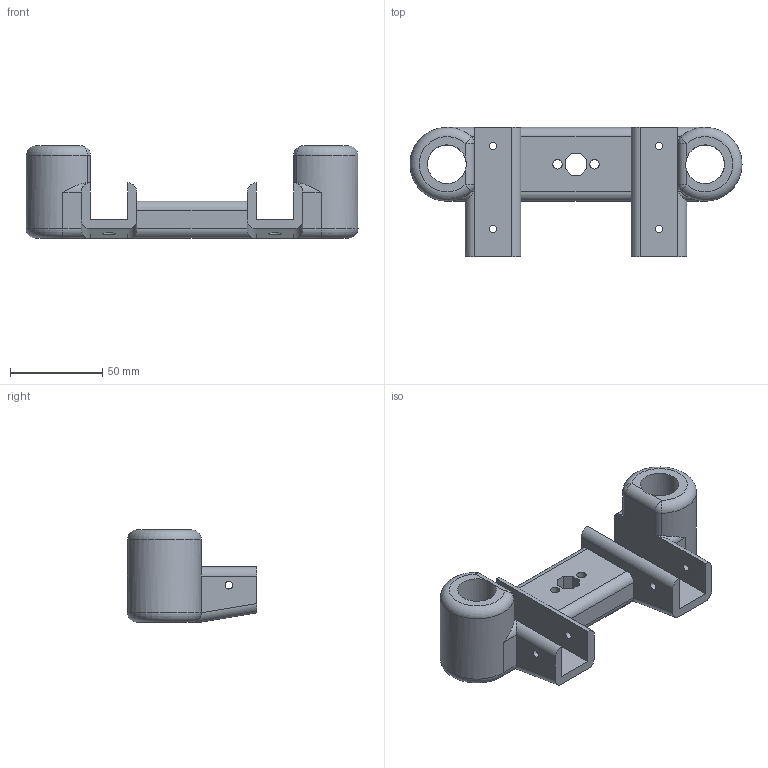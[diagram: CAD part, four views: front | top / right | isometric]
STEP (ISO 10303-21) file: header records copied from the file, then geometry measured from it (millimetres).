
FILE_DESCRIPTION( ( '' ), ' ' );
FILE_NAME( '5e1d56d7547bb212651aabc1.step', '2020-01-14T05:51:20', ( '' ), ( '' ), ' ', ' ', ' ' );
FILE_SCHEMA( ( 'AUTOMOTIVE_DESIGN { 1 0 10303 214 1 1 1 1 }' ) );
Length unit declared in the file: metre
Products named in the file (1): Part 1
Bounding box: 180 x 70 x 50 mm (x, y, z)
Volume: 175097.7 mm3; surface area: 45793.1 mm2
Topology: 1 solids, 1 shells, 97 faces, 268 edges, 172 vertices
Faces by surface type: cylinder 46, plane 43, sphere 4, torus 4
Full cylindrical faces by diameter (mm): 4.1 x8, 5.1 x2, 7.1 x4, 21 x2
Entity records: 3900 total; most frequent: CARTESIAN_POINT 664, DIRECTION 522, ORIENTED_EDGE 476, EDGE_CURVE 238, AXIS2_PLACEMENT_3D 196, VERTEX_POINT 162, EDGE_LOOP 142, LINE 130
